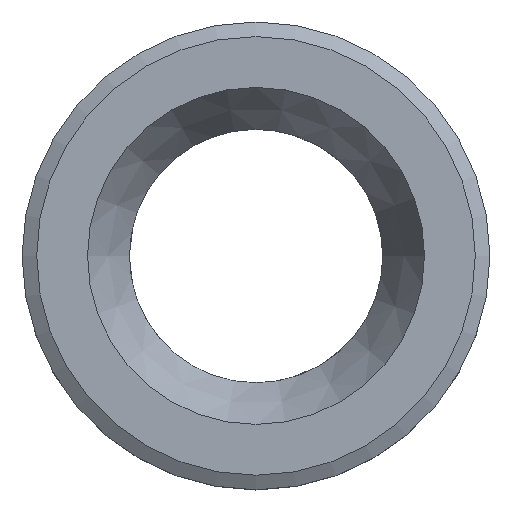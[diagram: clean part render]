
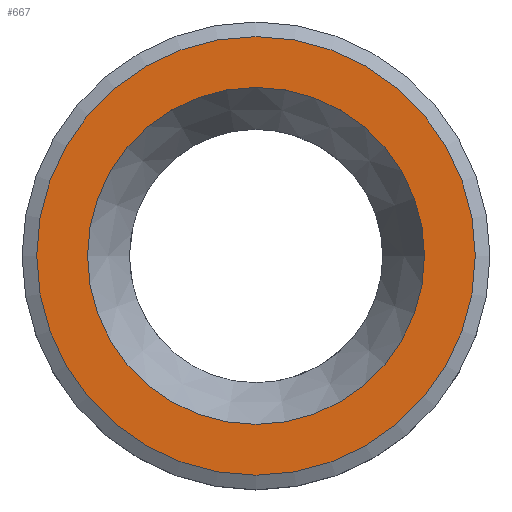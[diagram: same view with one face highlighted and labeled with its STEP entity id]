
A CAD part, top view. The second image highlights one B-rep face of the part: STEP entity #667.
In plain terms, the highlighted planar face has unit normal (0, 0, 1).
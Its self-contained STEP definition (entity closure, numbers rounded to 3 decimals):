
#69=PLANE('',#741);
#199=ORIENTED_EDGE('',*,*,#260,.T.);
#200=ORIENTED_EDGE('',*,*,#203,.T.);
#203=EDGE_CURVE('',#267,#267,#310,.T.);
#260=EDGE_CURVE('',#306,#306,#344,.T.);
#267=VERTEX_POINT('',#902);
#306=VERTEX_POINT('',#1055);
#310=CIRCLE('',#677,11.25);
#344=CIRCLE('',#732,8.643);
#383=EDGE_LOOP('',(#199));
#384=EDGE_LOOP('',(#200));
#420=FACE_BOUND('',#383,.T.);
#421=FACE_BOUND('',#384,.T.);
#667=ADVANCED_FACE('',(#420,#421),#69,.F.);
#677=AXIS2_PLACEMENT_3D('',#901,#752,#753);
#732=AXIS2_PLACEMENT_3D('',#1054,#873,#874);
#741=AXIS2_PLACEMENT_3D('',#1066,#892,#893);
#752=DIRECTION('',(0.,0.,1.));
#753=DIRECTION('',(1.,0.,0.));
#873=DIRECTION('',(0.,0.,-1.));
#874=DIRECTION('',(-1.,0.,0.));
#892=DIRECTION('',(0.,0.,-1.));
#893=DIRECTION('',(-1.,0.,0.));
#901=CARTESIAN_POINT('',(0.,0.,7.6));
#902=CARTESIAN_POINT('',(11.25,0.,7.6));
#1054=CARTESIAN_POINT('',(0.,0.,7.6));
#1055=CARTESIAN_POINT('',(-8.643,0.,7.6));
#1066=CARTESIAN_POINT('',(11.25,0.,7.6));
